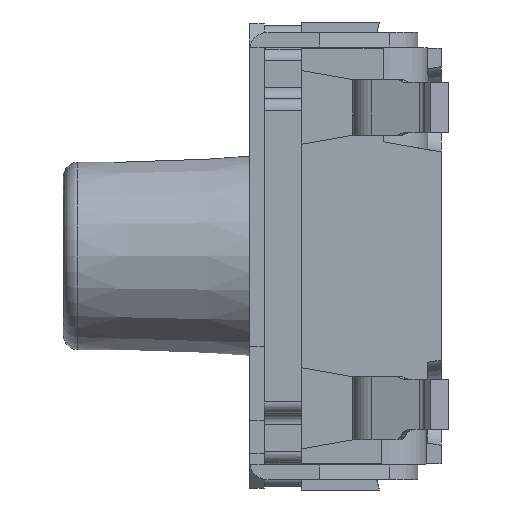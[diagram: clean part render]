
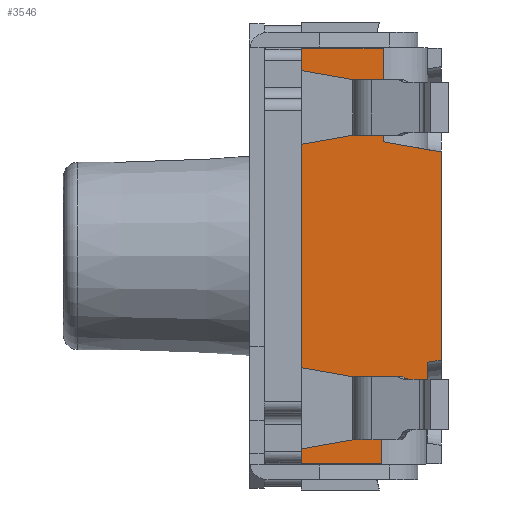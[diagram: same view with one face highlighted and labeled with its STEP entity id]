
A CAD part, left-side view. The second image highlights one B-rep face of the part: STEP entity #3546.
In plain terms, the highlighted planar face has unit normal (-1, 0, 0).
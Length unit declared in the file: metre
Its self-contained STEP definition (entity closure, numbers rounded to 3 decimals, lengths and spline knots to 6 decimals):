
#2144 = EDGE_CURVE( '', #6339, #6340, #6341, .T. );
#2312 = EDGE_CURVE( '', #6654, #6655, #6656, .T. );
#2322 = EDGE_CURVE( '', #6671, #6442, #6672, .T. );
#2694 = EDGE_CURVE( '', #7301, #7302, #7303, .T. );
#2712 = EDGE_CURVE( '', #7331, #7332, #7333, .T. );
#3062 = EDGE_CURVE( '', #6366, #7824, #7885, .T. );
#3200 = EDGE_CURVE( '', #8098, #6442, #8099, .T. );
#3330 = EDGE_CURVE( '', #6339, #6671, #8299, .T. );
#3546 = ADVANCED_FACE( '', ( #8619 ), #8620, .T. );
#3774 = EDGE_CURVE( '', #8942, #8098, #8943, .T. );
#3846 = EDGE_CURVE( '', #7875, #7331, #9041, .T. );
#3892 = EDGE_CURVE( '', #8895, #9103, #9104, .T. );
#3992 = EDGE_CURVE( '', #9240, #6340, #9241, .T. );
#4350 = EDGE_CURVE( '', #6328, #7824, #9730, .T. );
#4480 = EDGE_CURVE( '', #6654, #6328, #9893, .T. );
#4700 = EDGE_CURVE( '', #9068, #8895, #10171, .T. );
#4968 = EDGE_CURVE( '', #7301, #9103, #10495, .T. );
#4994 = EDGE_CURVE( '', #8942, #7854, #10526, .T. );
#5050 = EDGE_CURVE( '', #7302, #7332, #10590, .T. );
#5226 = EDGE_CURVE( '', #7854, #10790, #10791, .T. );
#5396 = EDGE_CURVE( '', #9240, #6366, #10997, .T. );
#5424 = EDGE_CURVE( '', #9068, #6655, #11028, .T. );
#5966 = EDGE_CURVE( '', #10790, #7875, #11647, .T. );
#6328 = VERTEX_POINT( '', #12074 );
#6339 = VERTEX_POINT( '', #12089 );
#6340 = VERTEX_POINT( '', #12090 );
#6341 = LINE( '', #12091, #12092 );
#6366 = VERTEX_POINT( '', #12125 );
#6442 = VERTEX_POINT( '', #12237 );
#6654 = VERTEX_POINT( '', #12532 );
#6655 = VERTEX_POINT( '', #12533 );
#6656 = LINE( '', #12534, #12535 );
#6671 = VERTEX_POINT( '', #12554 );
#6672 = LINE( '', #12555, #12556 );
#7301 = VERTEX_POINT( '', #13483 );
#7302 = VERTEX_POINT( '', #13484 );
#7303 = LINE( '', #13485, #13486 );
#7331 = VERTEX_POINT( '', #13528 );
#7332 = VERTEX_POINT( '', #13529 );
#7333 = LINE( '', #13530, #13531 );
#7824 = VERTEX_POINT( '', #14255 );
#7854 = VERTEX_POINT( '', #14303 );
#7875 = VERTEX_POINT( '', #14336 );
#7885 = LINE( '', #14350, #14351 );
#8098 = VERTEX_POINT( '', #14656 );
#8099 = LINE( '', #14657, #14658 );
#8299 = LINE( '', #14945, #14946 );
#8619 = FACE_OUTER_BOUND( '', #15435, .T. );
#8620 = PLANE( '', #15436 );
#8895 = VERTEX_POINT( '', #15874 );
#8942 = VERTEX_POINT( '', #15941 );
#8943 = LINE( '', #15942, #15943 );
#9041 = LINE( '', #16094, #16095 );
#9068 = VERTEX_POINT( '', #16132 );
#9103 = VERTEX_POINT( '', #16185 );
#9104 = LINE( '', #16186, #16187 );
#9240 = VERTEX_POINT( '', #16390 );
#9241 = LINE( '', #16391, #16392 );
#9730 = LINE( '', #17133, #17134 );
#9893 = LINE( '', #17393, #17394 );
#10171 = LINE( '', #17826, #17827 );
#10495 = LINE( '', #18368, #18369 );
#10526 = LINE( '', #18420, #18421 );
#10590 = LINE( '', #18526, #18527 );
#10790 = VERTEX_POINT( '', #18877 );
#10791 = LINE( '', #18878, #18879 );
#10997 = LINE( '', #19185, #19186 );
#11028 = LINE( '', #19246, #19247 );
#11647 = LINE( '', #20266, #20267 );
#12074 = CARTESIAN_POINT( '', ( -0.00315, -0.00025, 0.002375 ) );
#12089 = CARTESIAN_POINT( '', ( -0.00315, 0., -0.001625 ) );
#12090 = CARTESIAN_POINT( '', ( -0.00315, 0.00069, -0.001503 ) );
#12091 = CARTESIAN_POINT( '', ( -0.00315, 0., -0.001625 ) );
#12092 = VECTOR( '', #20831, 1. );
#12125 = CARTESIAN_POINT( '', ( -0.00315, 0., 0.001625 ) );
#12237 = CARTESIAN_POINT( '', ( -0.00315, -0.00025, -0.002475 ) );
#12532 = CARTESIAN_POINT( '', ( -0.00315, 0., 0.002375 ) );
#12533 = CARTESIAN_POINT( '', ( -0.00315, 0.00069, 0.002497 ) );
#12534 = CARTESIAN_POINT( '', ( -0.00315, 0., 0.002375 ) );
#12535 = VECTOR( '', #21038, 1. );
#12554 = CARTESIAN_POINT( '', ( -0.00315, -0.00025, -0.001625 ) );
#12555 = CARTESIAN_POINT( '', ( -0.00315, -0.00025, -0.001625 ) );
#12556 = VECTOR( '', #21063, 1. );
#13483 = CARTESIAN_POINT( '', ( -0.00315, -0.00119, 0.0014 ) );
#13484 = CARTESIAN_POINT( '', ( -0.00315, -0.00119, -0.0014 ) );
#13485 = CARTESIAN_POINT( '', ( -0.00315, -0.00119, 0.0014 ) );
#13486 = VECTOR( '', #21685, 1. );
#13528 = CARTESIAN_POINT( '', ( -0.00315, -0.00101, -0.001975 ) );
#13529 = CARTESIAN_POINT( '', ( -0.00315, -0.00101, -0.001432 ) );
#13530 = CARTESIAN_POINT( '', ( -0.00315, -0.00101, -0.001975 ) );
#13531 = VECTOR( '', #21703, 1. );
#14255 = CARTESIAN_POINT( '', ( -0.00315, -0.00025, 0.001625 ) );
#14303 = CARTESIAN_POINT( '', ( -0.00315, 0.00069, -0.0028 ) );
#14336 = CARTESIAN_POINT( '', ( -0.00315, -0.00039, -0.001975 ) );
#14350 = CARTESIAN_POINT( '', ( -0.00315, 0., 0.001625 ) );
#14351 = VECTOR( '', #22394, 1. );
#14656 = CARTESIAN_POINT( '', ( -0.00315, 0., -0.002475 ) );
#14657 = CARTESIAN_POINT( '', ( -0.00315, 0., -0.002475 ) );
#14658 = VECTOR( '', #22650, 1. );
#14945 = CARTESIAN_POINT( '', ( -0.00315, 0., -0.001625 ) );
#14946 = VECTOR( '', #22865, 1. );
#15435 = EDGE_LOOP( '', ( #23192, #23193, #23194, #23195, #23196, #23197, #23198, #23199, #23200, #23201, #23202, #23203, #23204, #23205, #23206, #23207, #23208, #23209, #23210, #23211, #23212, #23213 ) );
#15436 = AXIS2_PLACEMENT_3D( '', #23214, #23215, #23216 );
#15874 = CARTESIAN_POINT( '', ( -0.00315, -0.00041, 0.0028 ) );
#15941 = CARTESIAN_POINT( '', ( -0.00315, 0.00069, -0.002597 ) );
#15942 = CARTESIAN_POINT( '', ( -0.00315, 0.00069, -0.002597 ) );
#15943 = VECTOR( '', #23653, 1. );
#16094 = CARTESIAN_POINT( '', ( -0.00315, -0.00039, -0.001975 ) );
#16095 = VECTOR( '', #23757, 1. );
#16132 = CARTESIAN_POINT( '', ( -0.00315, 0.00069, 0.0028 ) );
#16185 = CARTESIAN_POINT( '', ( -0.00315, -0.00041, 0.001538 ) );
#16186 = CARTESIAN_POINT( '', ( -0.00315, -0.00041, 0.0028 ) );
#16187 = VECTOR( '', #23882, 1. );
#16390 = CARTESIAN_POINT( '', ( -0.00315, 0.00069, 0.001503 ) );
#16391 = CARTESIAN_POINT( '', ( -0.00315, 0.00069, 0.001503 ) );
#16392 = VECTOR( '', #24042, 1. );
#17133 = CARTESIAN_POINT( '', ( -0.00315, -0.00025, 0.002375 ) );
#17134 = VECTOR( '', #24724, 1. );
#17393 = CARTESIAN_POINT( '', ( -0.00315, 0., 0.002375 ) );
#17394 = VECTOR( '', #24954, 1. );
#17826 = CARTESIAN_POINT( '', ( -0.00315, 0.00069, 0.0028 ) );
#17827 = VECTOR( '', #25304, 1. );
#18368 = CARTESIAN_POINT( '', ( -0.00315, -0.00119, 0.0014 ) );
#18369 = VECTOR( '', #25781, 1. );
#18420 = CARTESIAN_POINT( '', ( -0.00315, 0.00069, -0.002597 ) );
#18421 = VECTOR( '', #25810, 1. );
#18526 = CARTESIAN_POINT( '', ( -0.00315, -0.00119, -0.0014 ) );
#18527 = VECTOR( '', #25919, 1. );
#18877 = CARTESIAN_POINT( '', ( -0.00315, -0.00039, -0.0028 ) );
#18878 = CARTESIAN_POINT( '', ( -0.00315, 0.00069, -0.0028 ) );
#18879 = VECTOR( '', #26112, 1. );
#19185 = CARTESIAN_POINT( '', ( -0.00315, 0.00069, 0.001503 ) );
#19186 = VECTOR( '', #26486, 1. );
#19246 = CARTESIAN_POINT( '', ( -0.00315, 0.00069, 0.0028 ) );
#19247 = VECTOR( '', #26517, 1. );
#20266 = CARTESIAN_POINT( '', ( -0.00315, -0.00039, -0.0028 ) );
#20267 = VECTOR( '', #27381, 1. );
#20831 = DIRECTION( '', ( 0., 0.985, 0.174 ) );
#21038 = DIRECTION( '', ( 0., 0.985, 0.174 ) );
#21063 = DIRECTION( '', ( 0., 0., -1. ) );
#21685 = DIRECTION( '', ( 0., 0., -1. ) );
#21703 = DIRECTION( '', ( 0., 0., 1. ) );
#22394 = DIRECTION( '', ( 0., -1., 0. ) );
#22650 = DIRECTION( '', ( 0., -1., 0. ) );
#22865 = DIRECTION( '', ( 0., -1., 0. ) );
#23192 = ORIENTED_EDGE( '', *, *, #3062, .F. );
#23193 = ORIENTED_EDGE( '', *, *, #5396, .F. );
#23194 = ORIENTED_EDGE( '', *, *, #3992, .T. );
#23195 = ORIENTED_EDGE( '', *, *, #2144, .F. );
#23196 = ORIENTED_EDGE( '', *, *, #3330, .T. );
#23197 = ORIENTED_EDGE( '', *, *, #2322, .T. );
#23198 = ORIENTED_EDGE( '', *, *, #3200, .F. );
#23199 = ORIENTED_EDGE( '', *, *, #3774, .F. );
#23200 = ORIENTED_EDGE( '', *, *, #4994, .T. );
#23201 = ORIENTED_EDGE( '', *, *, #5226, .T. );
#23202 = ORIENTED_EDGE( '', *, *, #5966, .T. );
#23203 = ORIENTED_EDGE( '', *, *, #3846, .T. );
#23204 = ORIENTED_EDGE( '', *, *, #2712, .T. );
#23205 = ORIENTED_EDGE( '', *, *, #5050, .F. );
#23206 = ORIENTED_EDGE( '', *, *, #2694, .F. );
#23207 = ORIENTED_EDGE( '', *, *, #4968, .T. );
#23208 = ORIENTED_EDGE( '', *, *, #3892, .F. );
#23209 = ORIENTED_EDGE( '', *, *, #4700, .F. );
#23210 = ORIENTED_EDGE( '', *, *, #5424, .T. );
#23211 = ORIENTED_EDGE( '', *, *, #2312, .F. );
#23212 = ORIENTED_EDGE( '', *, *, #4480, .T. );
#23213 = ORIENTED_EDGE( '', *, *, #4350, .T. );
#23214 = CARTESIAN_POINT( '', ( -0.00315, 0.00069, 0.0028 ) );
#23215 = DIRECTION( '', ( -1., 0., 0. ) );
#23216 = DIRECTION( '', ( 0., 0., 1. ) );
#23653 = DIRECTION( '', ( 0., -0.985, 0.174 ) );
#23757 = DIRECTION( '', ( 0., -1., 0. ) );
#23882 = DIRECTION( '', ( 0., 0., -1. ) );
#24042 = DIRECTION( '', ( 0., 0., -1. ) );
#24724 = DIRECTION( '', ( 0., 0., -1. ) );
#24954 = DIRECTION( '', ( 0., -1., 0. ) );
#25304 = DIRECTION( '', ( 0., -1., 0. ) );
#25781 = DIRECTION( '', ( 0., 0.985, 0.174 ) );
#25810 = DIRECTION( '', ( 0., 0., -1. ) );
#25919 = DIRECTION( '', ( 0., 0.985, -0.174 ) );
#26112 = DIRECTION( '', ( 0., -1., 0. ) );
#26486 = DIRECTION( '', ( 0., -0.985, 0.174 ) );
#26517 = DIRECTION( '', ( 0., 0., -1. ) );
#27381 = DIRECTION( '', ( 0., 0., 1. ) );
